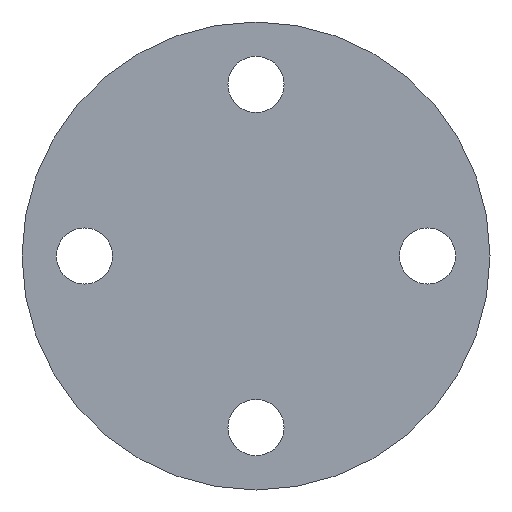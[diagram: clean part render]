
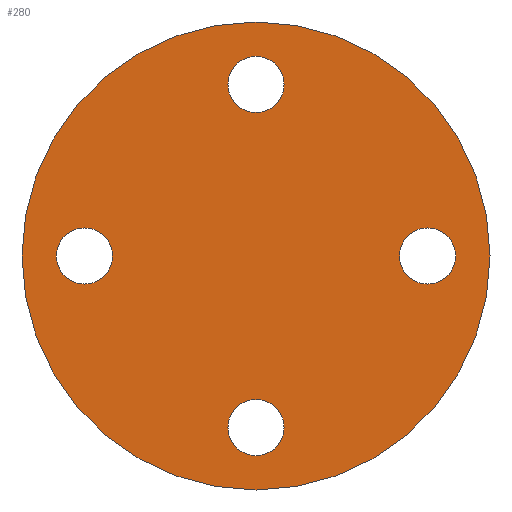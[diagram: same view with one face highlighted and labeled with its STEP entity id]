
A CAD part, front view. The second image highlights one B-rep face of the part: STEP entity #280.
In plain terms, the highlighted planar face has unit normal (0, -1, 0).
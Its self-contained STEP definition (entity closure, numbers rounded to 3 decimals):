
#2 = CIRCLE ( 'NONE', #445, 9. ) ;
#7 = FACE_BOUND ( 'NONE', #452, .T. ) ;
#12 = CARTESIAN_POINT ( 'NONE',  ( 0., 0., 0. ) ) ;
#16 = EDGE_LOOP ( 'NONE', ( #188, #450 ) ) ;
#25 = CARTESIAN_POINT ( 'NONE',  ( 0., 0., -46. ) ) ;
#30 = EDGE_CURVE ( 'NONE', #376, #267, #60, .T. ) ;
#32 = CARTESIAN_POINT ( 'NONE',  ( 0., 0., -55. ) ) ;
#36 = EDGE_CURVE ( 'NONE', #155, #286, #97, .T. ) ;
#40 = AXIS2_PLACEMENT_3D ( 'NONE', #45, #185, #292 ) ;
#43 = DIRECTION ( 'NONE',  ( 0., -1., 0. ) ) ;
#45 = CARTESIAN_POINT ( 'NONE',  ( 0., 0., 55. ) ) ;
#47 = DIRECTION ( 'NONE',  ( 0., 0., 1. ) ) ;
#48 = EDGE_LOOP ( 'NONE', ( #458, #327 ) ) ;
#49 = CARTESIAN_POINT ( 'NONE',  ( -55., 0., 0. ) ) ;
#57 = DIRECTION ( 'NONE',  ( 0., -1., 0. ) ) ;
#58 = AXIS2_PLACEMENT_3D ( 'NONE', #12, #254, #218 ) ;
#60 = CIRCLE ( 'NONE', #81, 9. ) ;
#73 = EDGE_CURVE ( 'NONE', #382, #297, #449, .T. ) ;
#74 = CARTESIAN_POINT ( 'NONE',  ( 0., 0., 0. ) ) ;
#76 = DIRECTION ( 'NONE',  ( 0., 0., -1. ) ) ;
#77 = EDGE_CURVE ( 'NONE', #267, #376, #437, .T. ) ;
#78 = PLANE ( 'NONE',  #398 ) ;
#81 = AXIS2_PLACEMENT_3D ( 'NONE', #244, #100, #279 ) ;
#94 = CARTESIAN_POINT ( 'NONE',  ( 55., 0., 0. ) ) ;
#96 = CARTESIAN_POINT ( 'NONE',  ( 46., 0., 0. ) ) ;
#97 = CIRCLE ( 'NONE', #348, 9. ) ;
#100 = DIRECTION ( 'NONE',  ( 0., -1., 0. ) ) ;
#112 = FACE_BOUND ( 'NONE', #16, .T. ) ;
#118 = AXIS2_PLACEMENT_3D ( 'NONE', #49, #43, #411 ) ;
#121 = FACE_BOUND ( 'NONE', #402, .T. ) ;
#125 = VERTEX_POINT ( 'NONE', #274 ) ;
#140 = CIRCLE ( 'NONE', #40, 9. ) ;
#146 = FACE_BOUND ( 'NONE', #48, .T. ) ;
#147 = EDGE_CURVE ( 'NONE', #405, #446, #154, .T. ) ;
#151 = DIRECTION ( 'NONE',  ( -1., 0., 0. ) ) ;
#154 = CIRCLE ( 'NONE', #58, 75. ) ;
#155 = VERTEX_POINT ( 'NONE', #222 ) ;
#157 = DIRECTION ( 'NONE',  ( 0., 0., -1. ) ) ;
#163 = EDGE_CURVE ( 'NONE', #286, #155, #140, .T. ) ;
#171 = CARTESIAN_POINT ( 'NONE',  ( 0., 0., 75. ) ) ;
#177 = CARTESIAN_POINT ( 'NONE',  ( 0., 0., 55. ) ) ;
#183 = EDGE_CURVE ( 'NONE', #446, #405, #362, .T. ) ;
#185 = DIRECTION ( 'NONE',  ( 0., -1., 0. ) ) ;
#187 = CARTESIAN_POINT ( 'NONE',  ( 0., 0., 46. ) ) ;
#188 = ORIENTED_EDGE ( 'NONE', *, *, #77, .F. ) ;
#190 = EDGE_CURVE ( 'NONE', #297, #382, #236, .T. ) ;
#195 = CARTESIAN_POINT ( 'NONE',  ( 0., 0., -64. ) ) ;
#198 = EDGE_CURVE ( 'NONE', #125, #350, #282, .T. ) ;
#200 = AXIS2_PLACEMENT_3D ( 'NONE', #377, #302, #157 ) ;
#204 = DIRECTION ( 'NONE',  ( 0., -1., 0. ) ) ;
#216 = EDGE_CURVE ( 'NONE', #350, #125, #2, .T. ) ;
#218 = DIRECTION ( 'NONE',  ( 0., 0., 1. ) ) ;
#220 = CARTESIAN_POINT ( 'NONE',  ( -75., 0., 0. ) ) ;
#222 = CARTESIAN_POINT ( 'NONE',  ( 0., 0., 64. ) ) ;
#230 = ORIENTED_EDGE ( 'NONE', *, *, #183, .F. ) ;
#236 = CIRCLE ( 'NONE', #200, 9. ) ;
#238 = AXIS2_PLACEMENT_3D ( 'NONE', #32, #204, #315 ) ;
#244 = CARTESIAN_POINT ( 'NONE',  ( 55., 0., 0. ) ) ;
#251 = ORIENTED_EDGE ( 'NONE', *, *, #163, .F. ) ;
#252 = DIRECTION ( 'NONE',  ( 0., -1., 0. ) ) ;
#254 = DIRECTION ( 'NONE',  ( 0., 1., 0. ) ) ;
#263 = EDGE_LOOP ( 'NONE', ( #295, #230 ) ) ;
#267 = VERTEX_POINT ( 'NONE', #443 ) ;
#268 = CARTESIAN_POINT ( 'NONE',  ( 0., 0., -75. ) ) ;
#274 = CARTESIAN_POINT ( 'NONE',  ( -46., 0., 0. ) ) ;
#279 = DIRECTION ( 'NONE',  ( 1., 0., 0. ) ) ;
#280 = ADVANCED_FACE ( 'NONE', ( #121, #7, #112, #146, #290 ), #78, .T. ) ;
#282 = CIRCLE ( 'NONE', #118, 9. ) ;
#286 = VERTEX_POINT ( 'NONE', #187 ) ;
#290 = FACE_OUTER_BOUND ( 'NONE', #263, .T. ) ;
#292 = DIRECTION ( 'NONE',  ( 0., 0., 1. ) ) ;
#295 = ORIENTED_EDGE ( 'NONE', *, *, #147, .F. ) ;
#297 = VERTEX_POINT ( 'NONE', #195 ) ;
#302 = DIRECTION ( 'NONE',  ( 0., -1., 0. ) ) ;
#303 = ORIENTED_EDGE ( 'NONE', *, *, #216, .F. ) ;
#313 = ORIENTED_EDGE ( 'NONE', *, *, #36, .F. ) ;
#315 = DIRECTION ( 'NONE',  ( 0., 0., -1. ) ) ;
#319 = DIRECTION ( 'NONE',  ( 0., -1., 0. ) ) ;
#322 = DIRECTION ( 'NONE',  ( 1., 0., 0. ) ) ;
#327 = ORIENTED_EDGE ( 'NONE', *, *, #73, .F. ) ;
#345 = CARTESIAN_POINT ( 'NONE',  ( -64., 0., 0. ) ) ;
#348 = AXIS2_PLACEMENT_3D ( 'NONE', #177, #319, #467 ) ;
#350 = VERTEX_POINT ( 'NONE', #345 ) ;
#362 = CIRCLE ( 'NONE', #388, 75. ) ;
#370 = DIRECTION ( 'NONE',  ( 0., 1., 0. ) ) ;
#375 = CARTESIAN_POINT ( 'NONE',  ( -55., 0., 0. ) ) ;
#376 = VERTEX_POINT ( 'NONE', #96 ) ;
#377 = CARTESIAN_POINT ( 'NONE',  ( 0., 0., -55. ) ) ;
#382 = VERTEX_POINT ( 'NONE', #25 ) ;
#388 = AXIS2_PLACEMENT_3D ( 'NONE', #74, #370, #47 ) ;
#398 = AXIS2_PLACEMENT_3D ( 'NONE', #220, #252, #76 ) ;
#402 = EDGE_LOOP ( 'NONE', ( #303, #416 ) ) ;
#405 = VERTEX_POINT ( 'NONE', #171 ) ;
#411 = DIRECTION ( 'NONE',  ( -1., 0., 0. ) ) ;
#412 = AXIS2_PLACEMENT_3D ( 'NONE', #94, #57, #322 ) ;
#416 = ORIENTED_EDGE ( 'NONE', *, *, #198, .F. ) ;
#437 = CIRCLE ( 'NONE', #412, 9. ) ;
#443 = CARTESIAN_POINT ( 'NONE',  ( 64., 0., 0. ) ) ;
#444 = DIRECTION ( 'NONE',  ( 0., -1., 0. ) ) ;
#445 = AXIS2_PLACEMENT_3D ( 'NONE', #375, #444, #151 ) ;
#446 = VERTEX_POINT ( 'NONE', #268 ) ;
#449 = CIRCLE ( 'NONE', #238, 9. ) ;
#450 = ORIENTED_EDGE ( 'NONE', *, *, #30, .F. ) ;
#452 = EDGE_LOOP ( 'NONE', ( #313, #251 ) ) ;
#458 = ORIENTED_EDGE ( 'NONE', *, *, #190, .F. ) ;
#467 = DIRECTION ( 'NONE',  ( 0., 0., 1. ) ) ;
